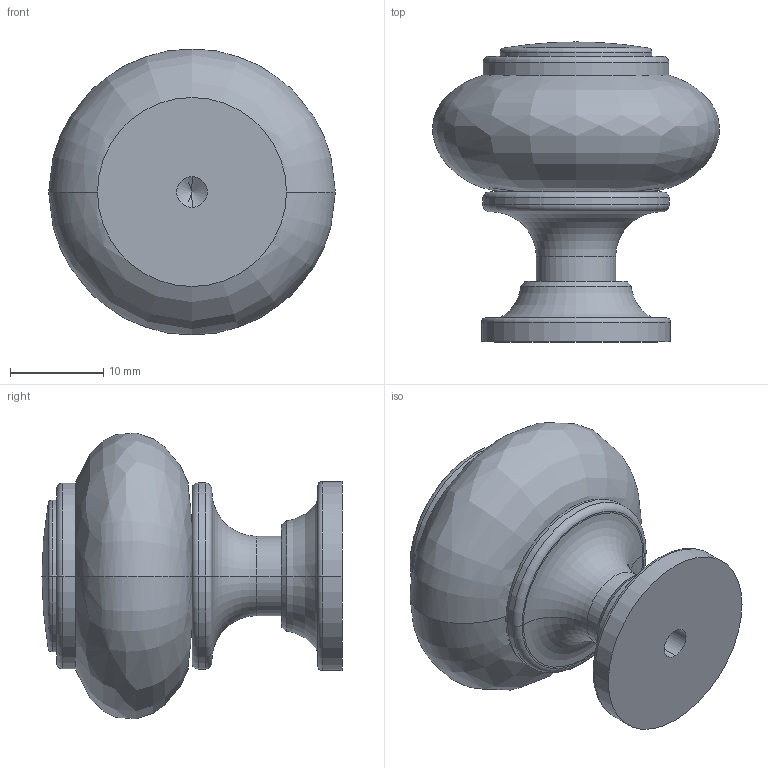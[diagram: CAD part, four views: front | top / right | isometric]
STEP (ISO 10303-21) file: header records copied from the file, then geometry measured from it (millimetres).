
FILE_DESCRIPTION (( 'STEP AP214' ), '1' );
FILE_NAME ('F002791,F002792_3D.step', '2022-07-07T08:11:17', ( '' ), ( '' ), 'SwSTEP 2.0', 'SolidWorks 2020', '' );
FILE_SCHEMA (( 'AUTOMOTIVE_DESIGN' ));
Length unit declared in the file: millimetre
Products named in the file (1): F002791,F002792_3D
Bounding box: 30.68 x 32.1 x 30.57 mm (x, y, z)
Volume: 10830 mm3; surface area: 3762.8 mm2
Topology: 1 solids, 1 shells, 41 faces, 82 edges, 46 vertices
Faces by surface type: torus 14, cylinder 12, cone 6, plane 5, bspline 2, sphere 2
Entity records: 1218 total; most frequent: CARTESIAN_POINT 284, DIRECTION 218, ORIENTED_EDGE 160, AXIS2_PLACEMENT_3D 100, EDGE_CURVE 80, CIRCLE 60, VERTEX_POINT 46, EDGE_LOOP 46
